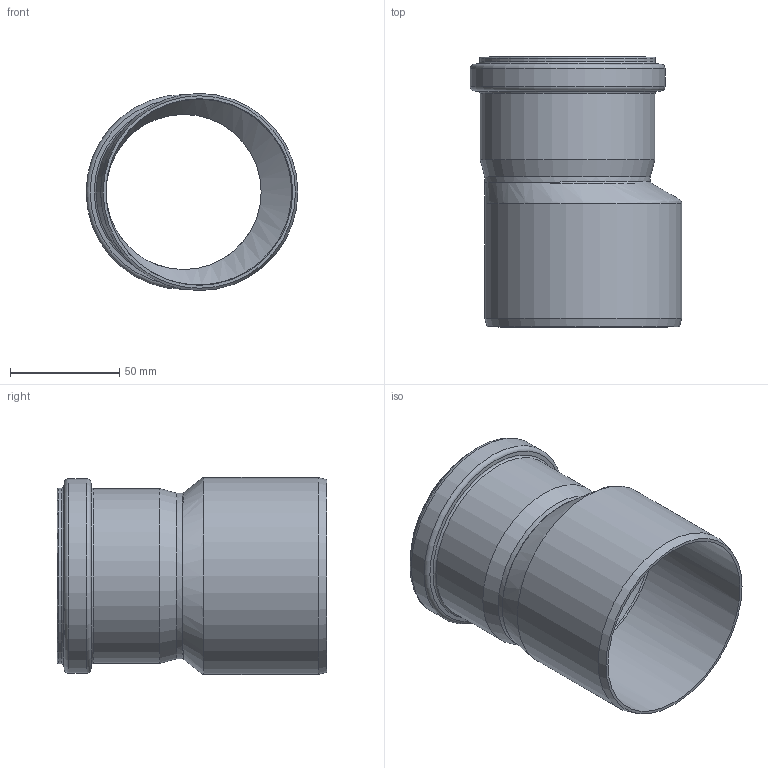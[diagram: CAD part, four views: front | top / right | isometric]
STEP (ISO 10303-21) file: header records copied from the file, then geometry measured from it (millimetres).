
FILE_DESCRIPTION(/* description */ (''),/* implementation_level */ '2;1');
FILE_NAME(/* name */ '174710 HTsafeR DN_OD 90_75.stp',/* time_stamp */ '2017-03-13T10:00:30+01:00',/* author */ ('user1'),/* organization */ (''),/* preprocessor_version */ 'ST-DEVELOPER v16.1',/* originating_system */ 'Autodesk Inventor 2016',/* authorisation */ '');
FILE_SCHEMA (('AUTOMOTIVE_DESIGN { 1 0 10303 214 3 1 1 }'));
Length unit declared in the file: millimetre
Products named in the file (1): 174710 HTsafeR DN_OD 90_75
Bounding box: 96.9 x 123.5 x 90.2 mm (x, y, z)
Volume: 77390.1 mm3; surface area: 70462.8 mm2
Topology: 1 solids, 1 shells, 35 faces, 76 edges, 40 vertices
Faces by surface type: cylinder 11, torus 10, cone 7, bspline 4, plane 3
Full cylindrical faces by diameter (mm): 71 x1, 75.8 x1, 76 x1, 76.3 x2, 80 x1, 80.3 x1, 85.2 x1, 85.4 x1, 89.2 x1, 90.2 x1
Entity records: 1480 total; most frequent: CARTESIAN_POINT 855, DIRECTION 130, ORIENTED_EDGE 82, EDGE_LOOP 66, AXIS2_PLACEMENT_3D 65, EDGE_CURVE 41, VERTEX_POINT 37, FACE_OUTER_BOUND 35
